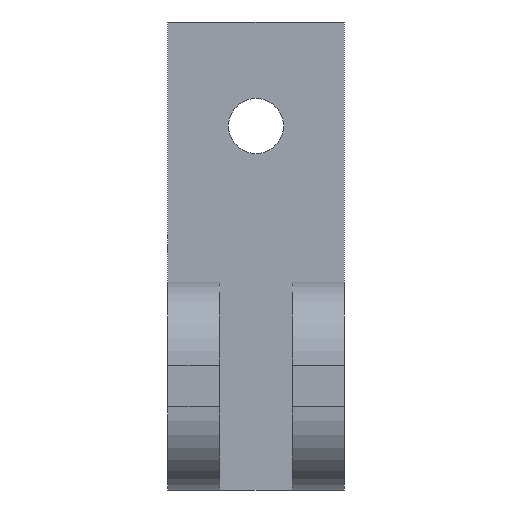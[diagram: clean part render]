
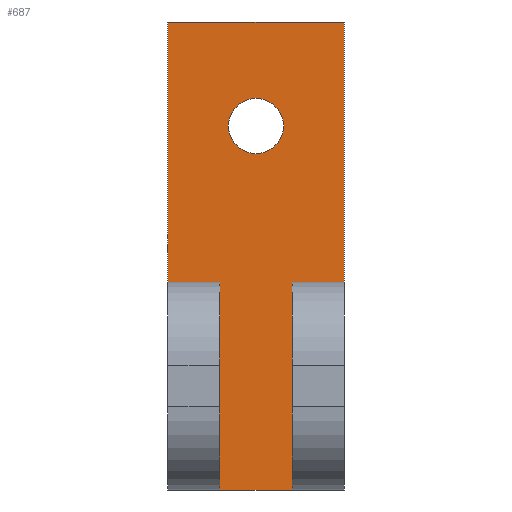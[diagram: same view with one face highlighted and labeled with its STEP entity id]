
A CAD part, left-side view. The second image highlights one B-rep face of the part: STEP entity #687.
In plain terms, the highlighted planar face has unit normal (-1, 0, 0).
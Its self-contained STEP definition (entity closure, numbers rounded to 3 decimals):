
#30=DIRECTION('',(0.,0.,-1.));
#31=VECTOR('',#30,25.);
#32=CARTESIAN_POINT('',(5.,-8.5,22.5));
#33=LINE('',#32,#31);
#97=DIRECTION('',(0.,0.,-1.));
#98=VECTOR('',#97,20.);
#99=CARTESIAN_POINT('',(5.,-3.5,-2.5));
#100=LINE('',#99,#98);
#118=DIRECTION('',(0.,1.,0.));
#119=VECTOR('',#118,7.);
#120=CARTESIAN_POINT('',(5.,-3.5,-22.5));
#121=LINE('',#120,#119);
#158=DIRECTION('',(0.,0.,-1.));
#159=VECTOR('',#158,20.);
#160=CARTESIAN_POINT('',(5.,3.5,-2.5));
#161=LINE('',#160,#159);
#189=DIRECTION('',(0.,0.,-1.));
#190=VECTOR('',#189,25.);
#191=CARTESIAN_POINT('',(5.,8.5,22.5));
#192=LINE('',#191,#190);
#228=DIRECTION('',(0.,1.,0.));
#229=VECTOR('',#228,17.);
#230=CARTESIAN_POINT('',(5.,-8.5,22.5));
#231=LINE('',#230,#229);
#232=DIRECTION('',(0.,1.,0.));
#233=VECTOR('',#232,5.);
#234=CARTESIAN_POINT('',(5.,3.5,-2.5));
#235=LINE('',#234,#233);
#236=DIRECTION('',(0.,1.,0.));
#237=VECTOR('',#236,5.);
#238=CARTESIAN_POINT('',(5.,-8.5,-2.5));
#239=LINE('',#238,#237);
#240=CARTESIAN_POINT('',(5.,0.,12.5));
#241=DIRECTION('',(-1.,0.,0.));
#242=DIRECTION('',(0.,1.,0.));
#243=AXIS2_PLACEMENT_3D('',#240,#241,#242);
#245=CARTESIAN_POINT('',(5.,0.,12.5));
#246=DIRECTION('',(-1.,0.,0.));
#247=DIRECTION('',(0.,-1.,0.));
#248=AXIS2_PLACEMENT_3D('',#245,#246,#247);
#298=CARTESIAN_POINT('',(5.,-3.5,-22.5));
#299=CARTESIAN_POINT('',(5.,3.5,-22.5));
#300=VERTEX_POINT('',#298);
#301=VERTEX_POINT('',#299);
#326=CARTESIAN_POINT('',(5.,-8.5,22.5));
#327=CARTESIAN_POINT('',(5.,-8.5,-2.5));
#328=VERTEX_POINT('',#326);
#329=VERTEX_POINT('',#327);
#330=CARTESIAN_POINT('',(5.,8.5,22.5));
#331=CARTESIAN_POINT('',(5.,8.5,-2.5));
#332=VERTEX_POINT('',#330);
#333=VERTEX_POINT('',#331);
#334=CARTESIAN_POINT('',(5.,-3.5,-2.5));
#335=VERTEX_POINT('',#334);
#340=CARTESIAN_POINT('',(5.,2.65,12.5));
#341=VERTEX_POINT('',#340);
#342=CARTESIAN_POINT('',(5.,-2.65,12.5));
#343=VERTEX_POINT('',#342);
#344=CARTESIAN_POINT('',(5.,3.5,-2.5));
#345=VERTEX_POINT('',#344);
#664=CARTESIAN_POINT('',(5.,-3.5,-2.5));
#665=DIRECTION('',(1.,0.,0.));
#666=DIRECTION('',(0.,0.,-1.));
#667=AXIS2_PLACEMENT_3D('',#664,#665,#666);
#668=PLANE('',#667);
#669=ORIENTED_EDGE('',*,*,#566,.F.);
#671=ORIENTED_EDGE('',*,*,#670,.T.);
#672=ORIENTED_EDGE('',*,*,#604,.F.);
#673=ORIENTED_EDGE('',*,*,#656,.F.);
#674=ORIENTED_EDGE('',*,*,#391,.T.);
#676=ORIENTED_EDGE('',*,*,#675,.T.);
#677=ORIENTED_EDGE('',*,*,#476,.T.);
#678=ORIENTED_EDGE('',*,*,#527,.T.);
#679=EDGE_LOOP('',(#669,#671,#672,#673,#674,#676,#677,#678));
#680=FACE_OUTER_BOUND('',#679,.F.);
#682=ORIENTED_EDGE('',*,*,#681,.T.);
#684=ORIENTED_EDGE('',*,*,#683,.T.);
#685=EDGE_LOOP('',(#682,#684));
#686=FACE_BOUND('',#685,.F.);
#687=ADVANCED_FACE('',(#680,#686),#668,.F.);
#244=CIRCLE('',#243,2.65);
#249=CIRCLE('',#248,2.65);
#391=EDGE_CURVE('',#328,#329,#33,.T.);
#476=EDGE_CURVE('',#335,#300,#100,.T.);
#527=EDGE_CURVE('',#300,#301,#121,.T.);
#566=EDGE_CURVE('',#345,#301,#161,.T.);
#604=EDGE_CURVE('',#332,#333,#192,.T.);
#656=EDGE_CURVE('',#328,#332,#231,.T.);
#670=EDGE_CURVE('',#345,#333,#235,.T.);
#675=EDGE_CURVE('',#329,#335,#239,.T.);
#681=EDGE_CURVE('',#341,#343,#244,.T.);
#683=EDGE_CURVE('',#343,#341,#249,.T.);
